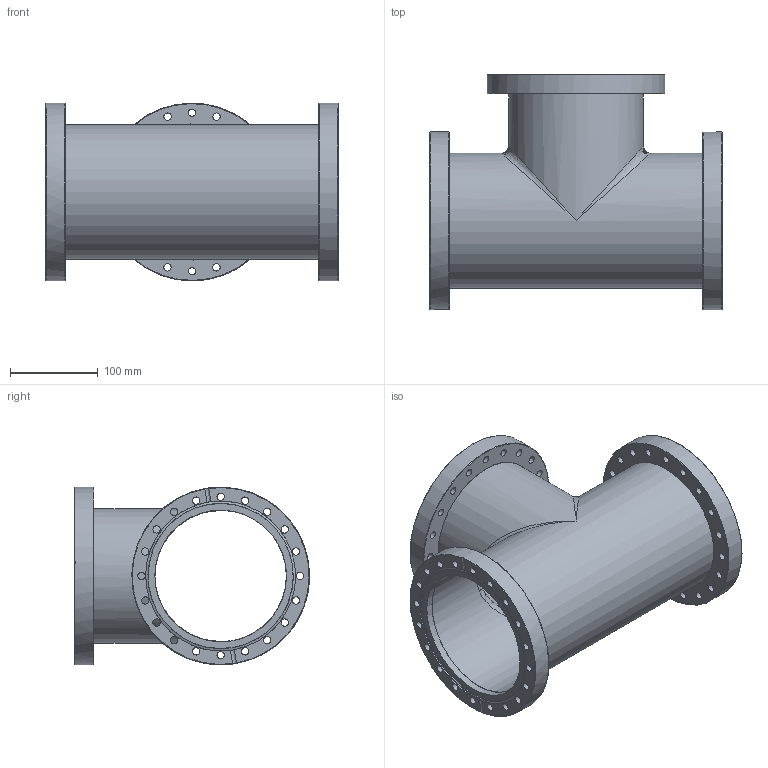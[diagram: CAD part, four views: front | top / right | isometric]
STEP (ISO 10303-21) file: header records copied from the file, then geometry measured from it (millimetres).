
FILE_DESCRIPTION((''),'2;1');
FILE_NAME('TE150-304.stp','2009-04-23T16:02:26',('hasers'),(''),'Autodesk Inventor 2008','Autodesk Inventor 2008','');
FILE_SCHEMA(('AUTOMOTIVE_DESIGN { 1 0 10303 214 1 1 1 1 }'));
Length unit declared in the file: millimetre
Products named in the file (3): TE150-304; Rohre [Subject [Summary]=T-Collar][Keywords [Summary]=1.4404][Title [Summary]=TEE150-CF]; CF-07 [Keywords [Summary]=1.4301][Company [Summary]=Vacom][Title [Summary]=F150B154]
Assembly tree (4 placements, depth 2):
  TE150-304
    Rohre [Subject [Summary]=T-Collar][Keywords [Summary]=1.4404][Title [Summary]=TEE150-CF]
    CF-07 [Keywords [Summary]=1.4301][Company [Summary]=Vacom][Title [Summary]=F150B154]  x3
Bounding box: 334 x 268.5 x 202.99 mm (x, y, z)
Volume: 1191345.5 mm3; surface area: 550358.4 mm2
Topology: 4 solids, 4 shells, 122 faces, 388 edges, 268 vertices
Faces by surface type: bspline 67, cylinder 19, plane 18, torus 12, cone 6
Full cylindrical faces by diameter (mm): 150 x2, 150.5 x3, 154 x2, 154.5 x3, 171.4 x3, 203 x3
Entity records: 2769 total; most frequent: CARTESIAN_POINT 1641, DIRECTION 204, ORIENTED_EDGE 164, EDGE_LOOP 128, AXIS2_PLACEMENT_3D 100, EDGE_CURVE 82, FACE_BOUND 80, VERTEX_POINT 72
